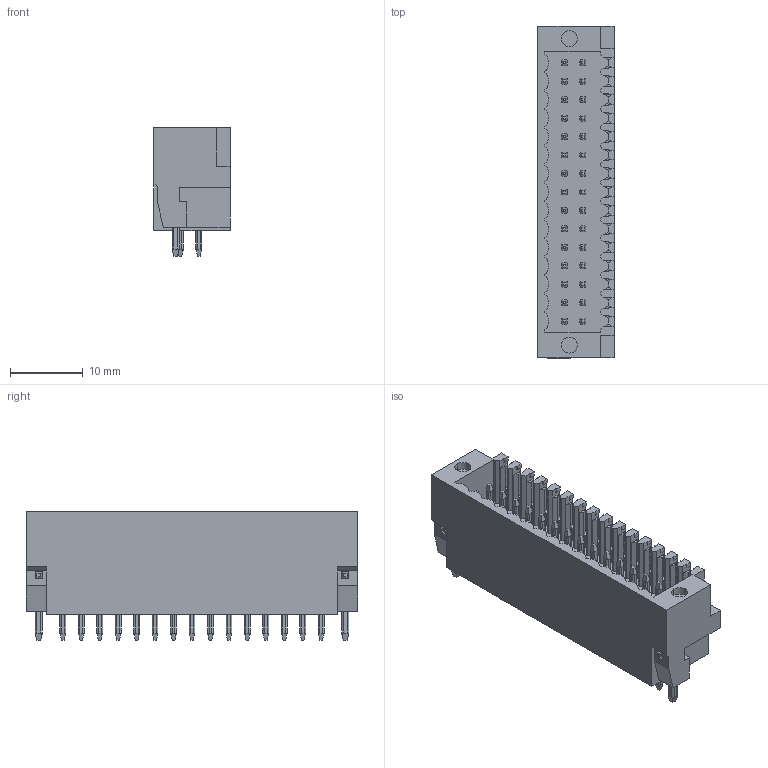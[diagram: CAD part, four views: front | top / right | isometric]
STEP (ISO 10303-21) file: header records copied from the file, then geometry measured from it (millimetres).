
FILE_DESCRIPTION((''),'2;1');
FILE_NAME('TLPHDW-020V','2024-10-17T08:34:54',('tluser'),(''),'CREO PARAMETRIC BY PTC INC, 2018100','CREO PARAMETRIC BY PTC INC, 2018100','');
FILE_SCHEMA(('CONFIG_CONTROL_DESIGN'));
Length unit declared in the file: millimetre
Products named in the file (1): TLPHDW-020V
Bounding box: 10.5 x 45.66 x 17.7 mm (x, y, z)
Volume: 4381.1 mm3; surface area: 4103.1 mm2
Topology: 1 solids, 1 shells, 1208 faces, 3388 edges, 2238 vertices
Faces by surface type: plane 935, cylinder 269, torus 4
Entity records: 39205 total; most frequent: CARTESIAN_POINT 8719, ORIENTED_EDGE 6776, DIRECTION 5594, EDGE_CURVE 3388, VECTOR 2598, LINE 2598, VERTEX_POINT 2238, AXIS2_PLACEMENT_3D 1498
